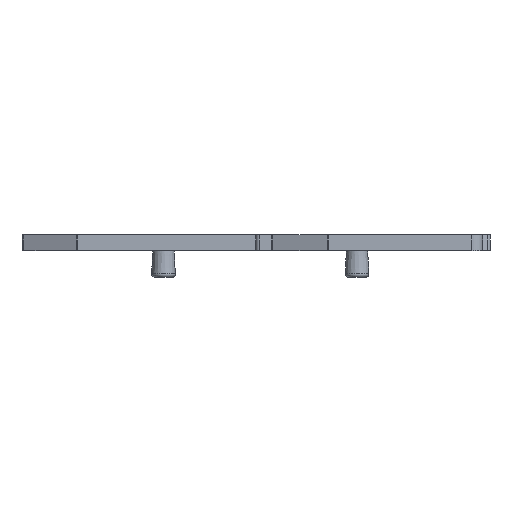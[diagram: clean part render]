
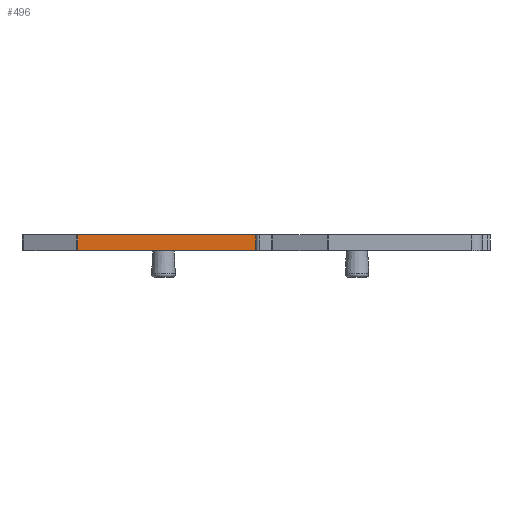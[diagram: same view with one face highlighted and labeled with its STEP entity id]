
A CAD part, left-side view. The second image highlights one B-rep face of the part: STEP entity #496.
In plain terms, the highlighted planar face has unit normal (-1, 0, 0).
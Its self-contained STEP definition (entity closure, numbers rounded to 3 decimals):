
#130=LINE('',#1993,#232);
#200=LINE('',#2226,#302);
#202=LINE('',#2230,#304);
#203=LINE('',#2232,#305);
#232=VECTOR('',#1587,1.);
#302=VECTOR('',#1857,1.);
#304=VECTOR('',#1861,1.);
#305=VECTOR('',#1862,1.);
#344=PLANE('',#1485);
#496=ADVANCED_FACE('',(#554),#344,.T.);
#554=FACE_OUTER_BOUND('',#654,.T.);
#654=EDGE_LOOP('',(#935,#936,#937,#938));
#935=ORIENTED_EDGE('',*,*,#1276,.T.);
#936=ORIENTED_EDGE('',*,*,#1167,.F.);
#937=ORIENTED_EDGE('',*,*,#1274,.F.);
#938=ORIENTED_EDGE('',*,*,#1277,.T.);
#1047=VERTEX_POINT('',#1992);
#1048=VERTEX_POINT('',#1994);
#1111=VERTEX_POINT('',#2227);
#1112=VERTEX_POINT('',#2231);
#1167=EDGE_CURVE('',#1047,#1048,#130,.T.);
#1274=EDGE_CURVE('',#1111,#1047,#200,.T.);
#1276=EDGE_CURVE('',#1112,#1048,#202,.T.);
#1277=EDGE_CURVE('',#1111,#1112,#203,.T.);
#1485=AXIS2_PLACEMENT_3D('',#2233,#1863,#1864);
#1587=DIRECTION('',(0.,1.,0.));
#1857=DIRECTION('',(0.,0.,-1.));
#1861=DIRECTION('',(0.,0.,-1.));
#1862=DIRECTION('',(0.,1.,0.));
#1863=DIRECTION('',(-1.,0.,0.));
#1864=DIRECTION('',(0.,-1.,0.));
#1992=CARTESIAN_POINT('',(-22.886,-122.,-0.054));
#1993=CARTESIAN_POINT('',(-22.886,-122.,-0.054));
#1994=CARTESIAN_POINT('',(-22.886,-105.258,-0.054));
#2226=CARTESIAN_POINT('',(-22.886,-122.,1.446));
#2227=CARTESIAN_POINT('',(-22.886,-122.,1.446));
#2230=CARTESIAN_POINT('',(-22.886,-105.258,1.446));
#2231=CARTESIAN_POINT('',(-22.886,-105.258,1.446));
#2232=CARTESIAN_POINT('',(-22.886,-122.,1.446));
#2233=CARTESIAN_POINT('',(-22.886,-122.,1.446));
